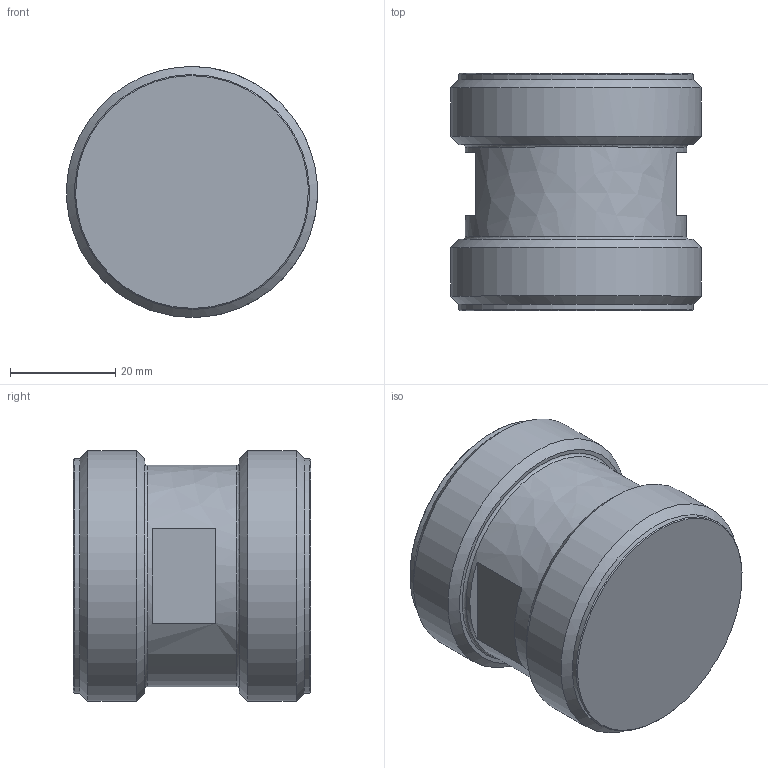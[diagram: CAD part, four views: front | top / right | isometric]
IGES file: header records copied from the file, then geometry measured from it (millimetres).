
Global section: file name: F0007673 (stp); native system: Autodesk Inventor 2025; preprocessor: unknown; author: none; organization: none; date: 20250825.145852; units: millimetre
Bounding box: 47.54 x 45 x 47.6 mm (x, y, z)
Volume: 71197 mm3; surface area: 10177.1 mm2
Topology: 1 solids, 1 shells, 23 faces, 50 edges, 33 vertices
Faces by surface type: bspline 23
